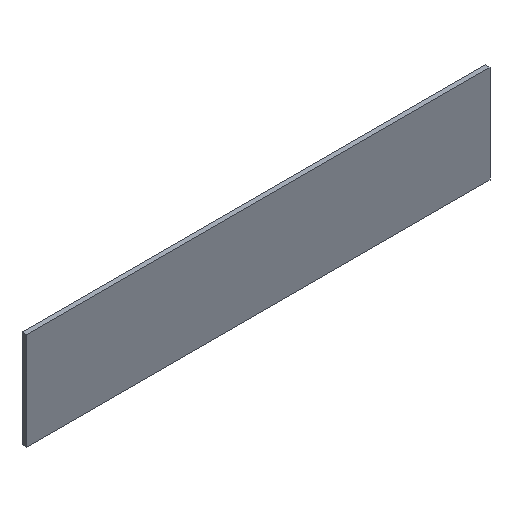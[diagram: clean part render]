
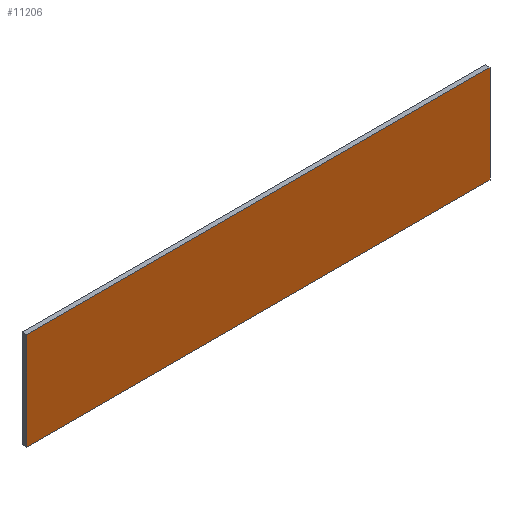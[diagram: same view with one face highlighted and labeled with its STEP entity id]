
A CAD part, isometric view. The second image highlights one B-rep face of the part: STEP entity #11206.
In plain terms, the highlighted planar face has unit normal (0, -1, 0).
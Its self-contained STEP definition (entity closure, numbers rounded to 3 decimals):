
#957=FACE_OUTER_BOUND('',#1633,.T.);
#1633=EDGE_LOOP('',(#7996,#7997,#7998,#7999));
#2545=LINE('',#16047,#3686);
#2547=LINE('',#16051,#3688);
#2549=LINE('',#16055,#3690);
#2551=LINE('',#16058,#3692);
#3686=VECTOR('',#12503,10.);
#3688=VECTOR('',#12507,10.);
#3690=VECTOR('',#12511,10.);
#3692=VECTOR('',#12515,10.);
#5115=VERTEX_POINT('',#16044);
#5116=VERTEX_POINT('',#16046);
#5117=VERTEX_POINT('',#16050);
#5118=VERTEX_POINT('',#16054);
#6262=EDGE_CURVE('',#5116,#5115,#2545,.T.);
#6264=EDGE_CURVE('',#5117,#5116,#2547,.T.);
#6266=EDGE_CURVE('',#5118,#5117,#2549,.T.);
#6268=EDGE_CURVE('',#5115,#5118,#2551,.T.);
#7996=ORIENTED_EDGE('',*,*,#6268,.T.);
#7997=ORIENTED_EDGE('',*,*,#6266,.T.);
#7998=ORIENTED_EDGE('',*,*,#6264,.T.);
#7999=ORIENTED_EDGE('',*,*,#6262,.T.);
#10863=PLANE('',#11861);
#11206=ADVANCED_FACE('',(#957),#10863,.T.);
#11861=AXIS2_PLACEMENT_3D('',#16059,#12516,#12517);
#12503=DIRECTION('',(-1.,0.,0.));
#12507=DIRECTION('',(0.,0.,1.));
#12511=DIRECTION('',(1.,0.,0.));
#12515=DIRECTION('',(0.,0.,-1.));
#12516=DIRECTION('center_axis',(0.,-1.,0.));
#12517=DIRECTION('ref_axis',(0.,0.,-1.));
#16044=CARTESIAN_POINT('',(-47.5,-1.,-1.395));
#16046=CARTESIAN_POINT('',(47.5,-1.,-1.395));
#16047=CARTESIAN_POINT('',(-47.5,-1.,-1.395));
#16050=CARTESIAN_POINT('',(47.5,-1.,-21.395));
#16051=CARTESIAN_POINT('',(47.5,-1.,-1.395));
#16054=CARTESIAN_POINT('',(-47.5,-1.,-21.395));
#16055=CARTESIAN_POINT('',(47.5,-1.,-21.395));
#16058=CARTESIAN_POINT('',(-47.5,-1.,-21.395));
#16059=CARTESIAN_POINT('Origin',(0.,-1.,-11.395));
